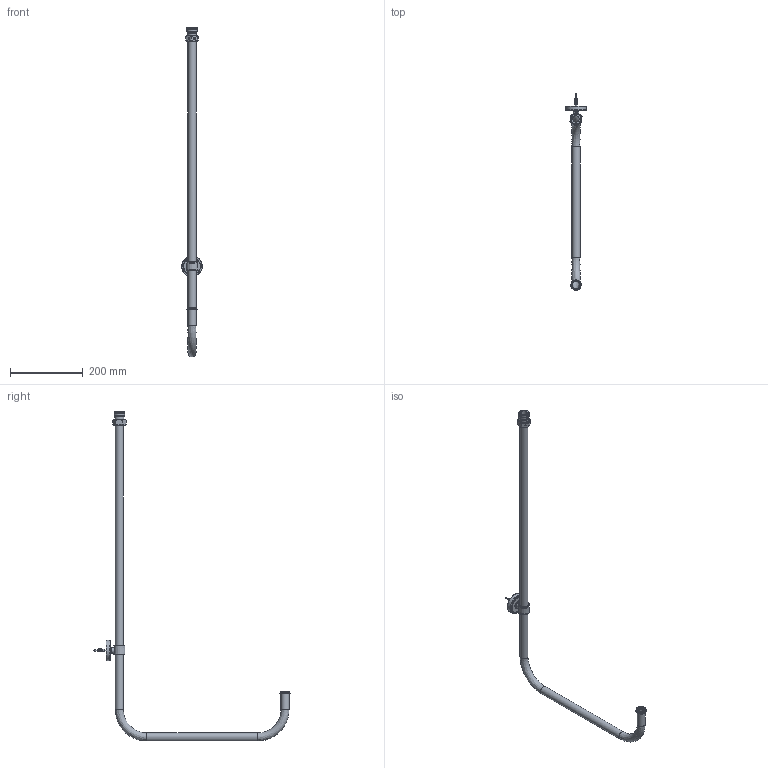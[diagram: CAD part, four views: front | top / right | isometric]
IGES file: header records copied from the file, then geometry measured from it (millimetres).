
Global section: file name: V723; native system: Autodesk Inventor 2018; preprocessor: unknown; author: gwilkes; date: 20180228.110106; units: millimetre
Bounding box: 55.97 x 538.37 x 904.49 mm (x, y, z)
Volume: 149711.9 mm3; surface area: 213999.4 mm2
Topology: 16 solids, 16 shells, 389 faces, 1126 edges, 770 vertices
Faces by surface type: bspline 389
